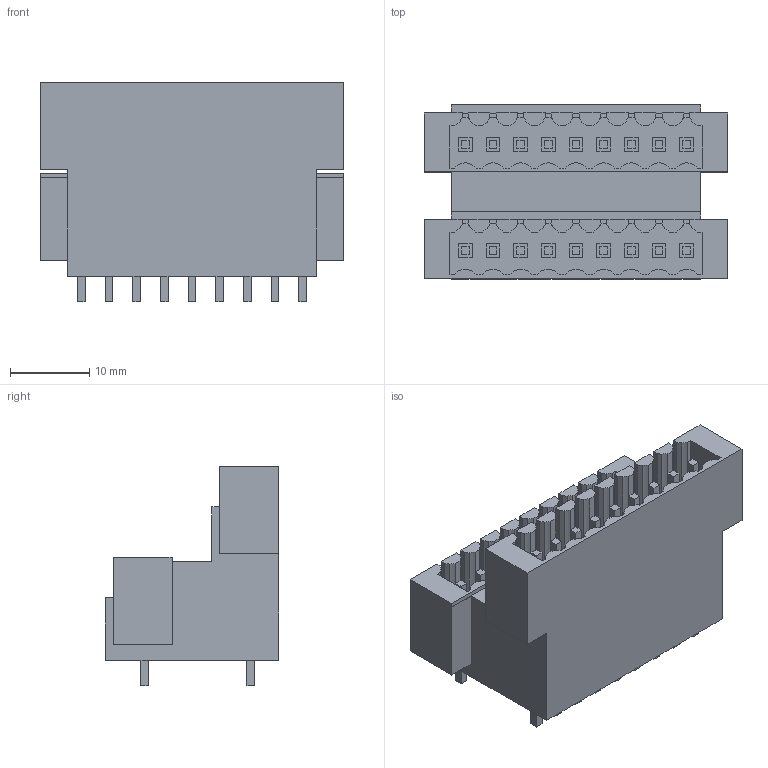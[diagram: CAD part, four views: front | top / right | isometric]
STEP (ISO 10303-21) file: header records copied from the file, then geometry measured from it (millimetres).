
FILE_DESCRIPTION(('CATIA V5 STEP Exchange','CAx-IF Rec.Pracs.--- Model Styling and Organization---1.4--- 2014-01-23'),'2;1');
FILE_NAME ('D1458741_1_1891090000_1891090000.stp','2022-08-10T11:33:16+00:00',('none'),('Weidmueller'),'CATIA Version 5-6 Release 2016 SP3 HF44','CATIA V5 STEP AP214','none');
FILE_SCHEMA(('AUTOMOTIVE_DESIGN { 1 0 10303 214 1 1 1 1 }'));
Length unit declared in the file: millimetre
Products named in the file (1): 1891090000
Bounding box: 38.4 x 22 x 27.77 mm (x, y, z)
Volume: 10463 mm3; surface area: 7311.3 mm2
Topology: 19 solids, 21 shells, 462 faces, 1327 edges, 925 vertices
Faces by surface type: plane 406, cylinder 56
Entity records: 14287 total; most frequent: ORIENTED_EDGE 2654, CARTESIAN_POINT 2587, DIRECTION 1972, EDGE_CURVE 1327, VECTOR 1215, LINE 1215, VERTEX_POINT 925, EDGE_LOOP 480
